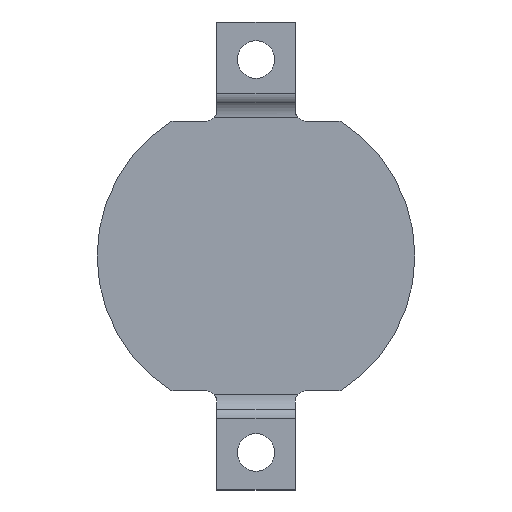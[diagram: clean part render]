
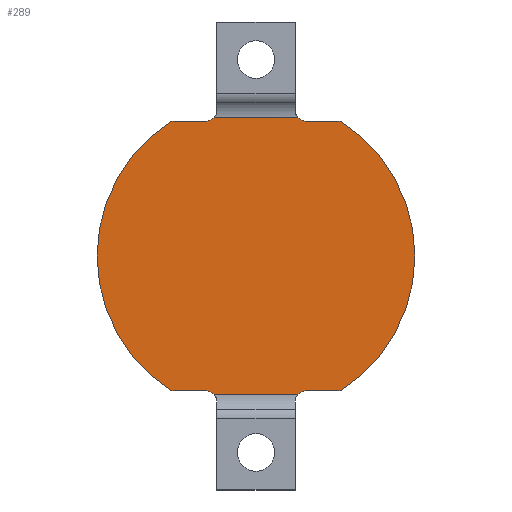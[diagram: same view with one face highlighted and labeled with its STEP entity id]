
A CAD part, top view. The second image highlights one B-rep face of the part: STEP entity #289.
In plain terms, the highlighted planar face has unit normal (0, 0, 1).
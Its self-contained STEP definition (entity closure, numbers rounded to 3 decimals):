
#2 = CARTESIAN_POINT ( 'NONE',  ( 1.679, 2.695, 0.2 ) ) ;
#5 = ORIENTED_EDGE ( 'NONE', *, *, #980, .T. ) ;
#35 = VERTEX_POINT ( 'NONE', #1101 ) ;
#48 = CIRCLE ( 'NONE', #532, 0.2 ) ;
#59 = ORIENTED_EDGE ( 'NONE', *, *, #133, .T. ) ;
#77 = VERTEX_POINT ( 'NONE', #438 ) ;
#102 = ORIENTED_EDGE ( 'NONE', *, *, #1034, .T. ) ;
#110 = LINE ( 'NONE', #1114, #334 ) ;
#111 = DIRECTION ( 'NONE',  ( 1., 0., 0. ) ) ;
#114 = EDGE_CURVE ( 'NONE', #783, #1010, #364, .T. ) ;
#127 = VECTOR ( 'NONE', #1110, 1000. ) ;
#133 = EDGE_CURVE ( 'NONE', #604, #783, #472, .T. ) ;
#135 = ORIENTED_EDGE ( 'NONE', *, *, #139, .T. ) ;
#139 = EDGE_CURVE ( 'NONE', #598, #267, #110, .T. ) ;
#155 = CARTESIAN_POINT ( 'NONE',  ( 0.985, -2.695, 0.2 ) ) ;
#172 = DIRECTION ( 'NONE',  ( 0., 0., 1. ) ) ;
#185 = AXIS2_PLACEMENT_3D ( 'NONE', #458, #919, #1215 ) ;
#195 = VERTEX_POINT ( 'NONE', #567 ) ;
#199 = DIRECTION ( 'NONE',  ( 1., 0., 0. ) ) ;
#203 = AXIS2_PLACEMENT_3D ( 'NONE', #1052, #398, #213 ) ;
#211 = EDGE_CURVE ( 'NONE', #404, #682, #665, .T. ) ;
#213 = DIRECTION ( 'NONE',  ( 1., 0., 0. ) ) ;
#216 = CARTESIAN_POINT ( 'NONE',  ( -0.985, 2.895, 0.2 ) ) ;
#227 = PLANE ( 'NONE',  #868 ) ;
#256 = VECTOR ( 'NONE', #1035, 1000. ) ;
#267 = VERTEX_POINT ( 'NONE', #963 ) ;
#270 = CARTESIAN_POINT ( 'NONE',  ( -0.785, 2.761, 0.2 ) ) ;
#289 = ADVANCED_FACE ( 'NONE', ( #503 ), #227, .T. ) ;
#291 = CARTESIAN_POINT ( 'NONE',  ( 1.679, -2.695, 0.2 ) ) ;
#295 = VECTOR ( 'NONE', #479, 1000. ) ;
#334 = VECTOR ( 'NONE', #670, 1000. ) ;
#364 = LINE ( 'NONE', #270, #295 ) ;
#381 = DIRECTION ( 'NONE',  ( 0., 0., 1. ) ) ;
#390 = VERTEX_POINT ( 'NONE', #709 ) ;
#398 = DIRECTION ( 'NONE',  ( 0., 0., 1. ) ) ;
#404 = VERTEX_POINT ( 'NONE', #155 ) ;
#414 = CARTESIAN_POINT ( 'NONE',  ( 0.837, 2.761, 0.2 ) ) ;
#438 = CARTESIAN_POINT ( 'NONE',  ( -1.679, -2.695, 0.2 ) ) ;
#447 = CIRCLE ( 'NONE', #922, 0.2 ) ;
#453 = AXIS2_PLACEMENT_3D ( 'NONE', #771, #1151, #578 ) ;
#458 = CARTESIAN_POINT ( 'NONE',  ( 0.985, 2.895, 0.2 ) ) ;
#472 = CIRCLE ( 'NONE', #185, 0.2 ) ;
#473 = VECTOR ( 'NONE', #917, 1000. ) ;
#479 = DIRECTION ( 'NONE',  ( -1., 0., 0. ) ) ;
#498 = EDGE_CURVE ( 'NONE', #1015, #604, #937, .T. ) ;
#499 = DIRECTION ( 'NONE',  ( 0., 0., -1. ) ) ;
#503 = FACE_OUTER_BOUND ( 'NONE', #1155, .T. ) ;
#512 = CIRCLE ( 'NONE', #844, 3.175 ) ;
#532 = AXIS2_PLACEMENT_3D ( 'NONE', #216, #779, #581 ) ;
#549 = CARTESIAN_POINT ( 'NONE',  ( 0., 0., 0.2 ) ) ;
#551 = CARTESIAN_POINT ( 'NONE',  ( -0.985, -2.695, 0.2 ) ) ;
#559 = CARTESIAN_POINT ( 'NONE',  ( -0.985, 2.695, 0.2 ) ) ;
#567 = CARTESIAN_POINT ( 'NONE',  ( -3.175, 0., 0.2 ) ) ;
#572 = CARTESIAN_POINT ( 'NONE',  ( 0.785, -2.695, 0.2 ) ) ;
#578 = DIRECTION ( 'NONE',  ( 1., 0., 0. ) ) ;
#581 = DIRECTION ( 'NONE',  ( 1., 0., 0. ) ) ;
#586 = DIRECTION ( 'NONE',  ( 1., 0., 0. ) ) ;
#588 = VERTEX_POINT ( 'NONE', #551 ) ;
#598 = VERTEX_POINT ( 'NONE', #559 ) ;
#604 = VERTEX_POINT ( 'NONE', #1119 ) ;
#612 = CIRCLE ( 'NONE', #453, 0.2 ) ;
#641 = LINE ( 'NONE', #1007, #127 ) ;
#644 = ORIENTED_EDGE ( 'NONE', *, *, #696, .T. ) ;
#656 = CARTESIAN_POINT ( 'NONE',  ( -0.837, 2.761, 0.2 ) ) ;
#665 = LINE ( 'NONE', #572, #787 ) ;
#670 = DIRECTION ( 'NONE',  ( -1., 0., 0. ) ) ;
#681 = EDGE_CURVE ( 'NONE', #267, #195, #984, .T. ) ;
#682 = VERTEX_POINT ( 'NONE', #291 ) ;
#690 = AXIS2_PLACEMENT_3D ( 'NONE', #549, #172, #915 ) ;
#696 = EDGE_CURVE ( 'NONE', #390, #404, #612, .T. ) ;
#701 = ORIENTED_EDGE ( 'NONE', *, *, #498, .T. ) ;
#709 = CARTESIAN_POINT ( 'NONE',  ( 0.837, -2.761, 0.2 ) ) ;
#749 = LINE ( 'NONE', #1196, #256 ) ;
#771 = CARTESIAN_POINT ( 'NONE',  ( 0.985, -2.895, 0.2 ) ) ;
#779 = DIRECTION ( 'NONE',  ( 0., 0., -1. ) ) ;
#783 = VERTEX_POINT ( 'NONE', #414 ) ;
#787 = VECTOR ( 'NONE', #946, 1000. ) ;
#844 = AXIS2_PLACEMENT_3D ( 'NONE', #848, #381, #199 ) ;
#848 = CARTESIAN_POINT ( 'NONE',  ( 0., 0., 0.2 ) ) ;
#868 = AXIS2_PLACEMENT_3D ( 'NONE', #1060, #1146, #586 ) ;
#892 = ORIENTED_EDGE ( 'NONE', *, *, #965, .T. ) ;
#902 = EDGE_CURVE ( 'NONE', #35, #390, #749, .T. ) ;
#913 = ORIENTED_EDGE ( 'NONE', *, *, #211, .T. ) ;
#915 = DIRECTION ( 'NONE',  ( 1., 0., 0. ) ) ;
#917 = DIRECTION ( 'NONE',  ( -1., 0., 0. ) ) ;
#919 = DIRECTION ( 'NONE',  ( 0., 0., -1. ) ) ;
#922 = AXIS2_PLACEMENT_3D ( 'NONE', #949, #499, #111 ) ;
#937 = LINE ( 'NONE', #943, #473 ) ;
#943 = CARTESIAN_POINT ( 'NONE',  ( 0.785, 2.695, 0.2 ) ) ;
#946 = DIRECTION ( 'NONE',  ( 1., 0., 0. ) ) ;
#949 = CARTESIAN_POINT ( 'NONE',  ( -0.985, -2.895, 0.2 ) ) ;
#951 = ORIENTED_EDGE ( 'NONE', *, *, #1040, .T. ) ;
#963 = CARTESIAN_POINT ( 'NONE',  ( -1.679, 2.695, 0.2 ) ) ;
#964 = CIRCLE ( 'NONE', #690, 3.175 ) ;
#965 = EDGE_CURVE ( 'NONE', #77, #588, #641, .T. ) ;
#980 = EDGE_CURVE ( 'NONE', #682, #1015, #964, .T. ) ;
#984 = CIRCLE ( 'NONE', #203, 3.175 ) ;
#1007 = CARTESIAN_POINT ( 'NONE',  ( -1.679, -2.695, 0.2 ) ) ;
#1010 = VERTEX_POINT ( 'NONE', #656 ) ;
#1015 = VERTEX_POINT ( 'NONE', #2 ) ;
#1034 = EDGE_CURVE ( 'NONE', #195, #77, #512, .T. ) ;
#1035 = DIRECTION ( 'NONE',  ( 1., 0., 0. ) ) ;
#1040 = EDGE_CURVE ( 'NONE', #1010, #598, #48, .T. ) ;
#1046 = ORIENTED_EDGE ( 'NONE', *, *, #114, .T. ) ;
#1052 = CARTESIAN_POINT ( 'NONE',  ( 0., 0., 0.2 ) ) ;
#1056 = ORIENTED_EDGE ( 'NONE', *, *, #681, .T. ) ;
#1059 = ORIENTED_EDGE ( 'NONE', *, *, #1122, .T. ) ;
#1060 = CARTESIAN_POINT ( 'NONE',  ( 0., 0., 0.2 ) ) ;
#1080 = ORIENTED_EDGE ( 'NONE', *, *, #902, .T. ) ;
#1101 = CARTESIAN_POINT ( 'NONE',  ( -0.837, -2.761, 0.2 ) ) ;
#1110 = DIRECTION ( 'NONE',  ( 1., 0., 0. ) ) ;
#1114 = CARTESIAN_POINT ( 'NONE',  ( -1.679, 2.695, 0.2 ) ) ;
#1119 = CARTESIAN_POINT ( 'NONE',  ( 0.985, 2.695, 0.2 ) ) ;
#1122 = EDGE_CURVE ( 'NONE', #588, #35, #447, .T. ) ;
#1146 = DIRECTION ( 'NONE',  ( 0., 0., 1. ) ) ;
#1151 = DIRECTION ( 'NONE',  ( 0., 0., -1. ) ) ;
#1155 = EDGE_LOOP ( 'NONE', ( #59, #1046, #951, #135, #1056, #102, #892, #1059, #1080, #644, #913, #5, #701 ) ) ;
#1196 = CARTESIAN_POINT ( 'NONE',  ( 0.785, -2.761, 0.2 ) ) ;
#1215 = DIRECTION ( 'NONE',  ( 1., 0., 0. ) ) ;
